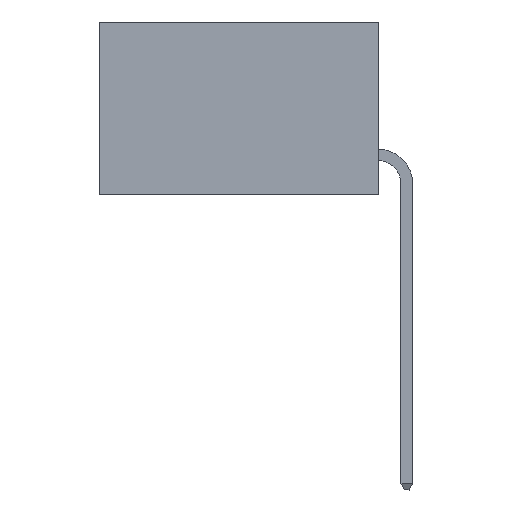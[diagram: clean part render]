
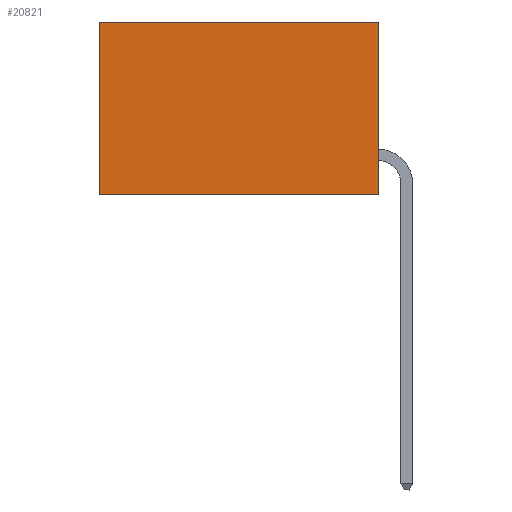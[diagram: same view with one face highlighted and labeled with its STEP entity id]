
A CAD part, left-side view. The second image highlights one B-rep face of the part: STEP entity #20821.
In plain terms, the highlighted planar face has unit normal (-1, 0, 0).
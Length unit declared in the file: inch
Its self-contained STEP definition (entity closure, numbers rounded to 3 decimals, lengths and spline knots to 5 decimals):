
#672 = VERTEX_POINT ( 'NONE', #2214 ) ;
#1132 = CARTESIAN_POINT ( 'NONE',  ( 0.2615, 0., -0.37 ) ) ;
#1597 = DIRECTION ( 'NONE',  ( 0., 1., 0. ) ) ;
#2204 = DIRECTION ( 'NONE',  ( 0., 0., -1. ) ) ;
#2214 = CARTESIAN_POINT ( 'NONE',  ( 0.2615, 0.6, -0.37 ) ) ;
#3330 = ORIENTED_EDGE ( 'NONE', *, *, #8490, .F. ) ;
#4341 = VERTEX_POINT ( 'NONE', #9853 ) ;
#5002 = CARTESIAN_POINT ( 'NONE',  ( 0.2615, 0., -0.37 ) ) ;
#5112 = LINE ( 'NONE', #5002, #22393 ) ;
#5700 = AXIS2_PLACEMENT_3D ( 'NONE', #1132, #11339, #7910 ) ;
#6104 = CARTESIAN_POINT ( 'NONE',  ( 0.2615, 0., -0.37 ) ) ;
#7487 = CARTESIAN_POINT ( 'NONE',  ( 0.2615, 0., -0.37 ) ) ;
#7910 = DIRECTION ( 'NONE',  ( 0., 0., -1. ) ) ;
#8490 = EDGE_CURVE ( 'NONE', #4341, #21542, #21760, .T. ) ;
#9726 = LINE ( 'NONE', #15089, #15644 ) ;
#9853 = CARTESIAN_POINT ( 'NONE',  ( 0.2615, 0., 0. ) ) ;
#10672 = ORIENTED_EDGE ( 'NONE', *, *, #22484, .T. ) ;
#10822 = VERTEX_POINT ( 'NONE', #17910 ) ;
#11078 = VECTOR ( 'NONE', #1597, 39.37008 ) ;
#11339 = DIRECTION ( 'NONE',  ( 1., 0., 0. ) ) ;
#12672 = ORIENTED_EDGE ( 'NONE', *, *, #16996, .F. ) ;
#14017 = VECTOR ( 'NONE', #2204, 39.37008 ) ;
#15089 = CARTESIAN_POINT ( 'NONE',  ( 0.2615, 0.6, -0.37 ) ) ;
#15644 = VECTOR ( 'NONE', #17156, 39.37008 ) ;
#15746 = EDGE_CURVE ( 'NONE', #4341, #10822, #22425, .T. ) ;
#16540 = EDGE_LOOP ( 'NONE', ( #10672, #12672, #3330, #19236 ) ) ;
#16996 = EDGE_CURVE ( 'NONE', #21542, #672, #5112, .T. ) ;
#17156 = DIRECTION ( 'NONE',  ( 0., 0., -1. ) ) ;
#17910 = CARTESIAN_POINT ( 'NONE',  ( 0.2615, 0.6, 0. ) ) ;
#19002 = CARTESIAN_POINT ( 'NONE',  ( 0.2615, 0., 0. ) ) ;
#19179 = DIRECTION ( 'NONE',  ( 0., 1., 0. ) ) ;
#19236 = ORIENTED_EDGE ( 'NONE', *, *, #15746, .T. ) ;
#20140 = FACE_OUTER_BOUND ( 'NONE', #16540, .T. ) ;
#20821 = ADVANCED_FACE ( 'NONE', ( #20140 ), #21729, .F. ) ;
#21542 = VERTEX_POINT ( 'NONE', #7487 ) ;
#21729 = PLANE ( 'NONE',  #5700 ) ;
#21760 = LINE ( 'NONE', #6104, #14017 ) ;
#22393 = VECTOR ( 'NONE', #19179, 39.37008 ) ;
#22425 = LINE ( 'NONE', #19002, #11078 ) ;
#22484 = EDGE_CURVE ( 'NONE', #10822, #672, #9726, .T. ) ;
